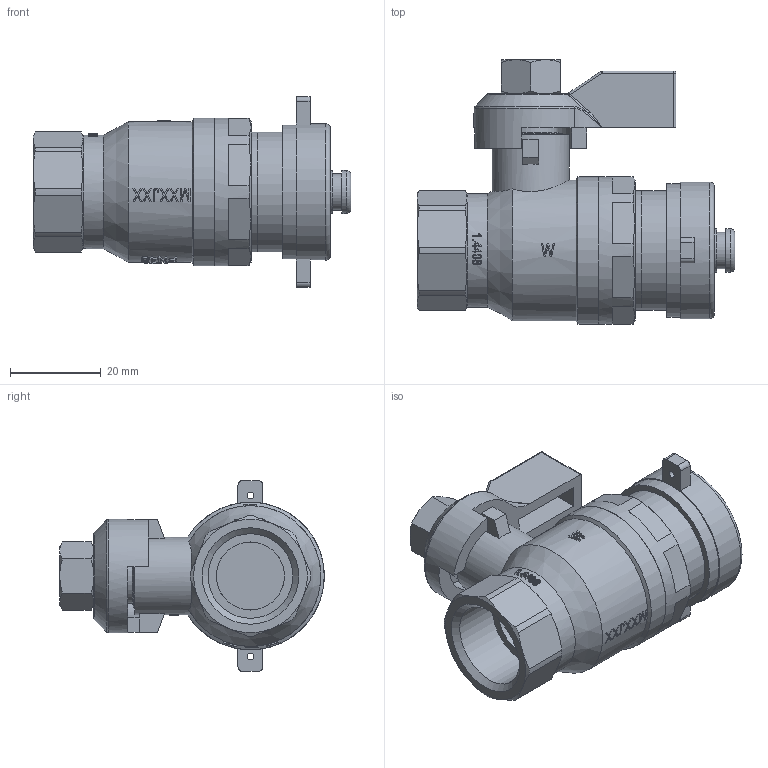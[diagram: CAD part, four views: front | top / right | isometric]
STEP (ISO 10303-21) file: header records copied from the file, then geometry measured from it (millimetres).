
FILE_DESCRIPTION(/* description */ ('Unknown','CAx-IF Rec.Pracs.---Representation and Presentation of Product Manufacturing Information (PMI)---4.0---2014-10-13','CAx-IF Rec.Pracs.---3D Tessellated Geometry---0.4---2014-09-14','2;1'),/* implementation_level */ '2;1');
FILE_NAME(/* name */ '1543-45',/* time_stamp */ '2024-01-19T09:50:36+01:00',/* author */ ('Unknown'),/* organization */ ('Unknown'),/* preprocessor_version */ 'ST-DEVELOPER v18.102',/* originating_system */ 'Solid Edge',/* authorisation */ 'Unknown');
FILE_SCHEMA (('AP242_MANAGED_MODEL_BASED_3D_ENGINEERING_MIM_LF { 1 0 10303 442 1 1 4 }'));
Length unit declared in the file: millimetre
Products named in the file (13): 1543-45; 91000606-2345E_Einflügelgriff 1_4 - 3_4; 8.9376IA.015020-IG1_2-AG3_4_oa_0; 8.9376IA.015020-Einschraubteil-3_4; Dichtung_Eischraubteil-Kvrper__1_2; Kvrper__1_2; Stopfbuchse__1_2_-_3_4; Spindeldichtung__1_2_-_3_4; Spindel-Zusammanbau__1_2_oa_1; Spindel__1_2; VT13017704; 600-1_2-Mutter.2; PTR-16245-12
Assembly tree (12 placements, depth 4):
  1543-45
    91000606-2345E_Einflügelgriff 1_4 - 3_4
    8.9376IA.015020-IG1_2-AG3_4_oa_0
      8.9376IA.015020-Einschraubteil-3_4
      Dichtung_Eischraubteil-Kvrper__1_2
      Kvrper__1_2
      Stopfbuchse__1_2_-_3_4
      Spindeldichtung__1_2_-_3_4
      Spindel-Zusammanbau__1_2_oa_1
        Spindel__1_2
    VT13017704
    600-1_2-Mutter.2
    PTR-16245-12
Bounding box: 70 x 58.25 x 42 mm (x, y, z)
Volume: 34091.3 mm3; surface area: 25639.6 mm2
Topology: 10 solids, 10 shells, 927 faces, 2498 edges, 1642 vertices
Faces by surface type: plane 726, cylinder 109, cone 65, bspline 18, sphere 5, torus 4
Full cylindrical faces by diameter (mm): 1.5 x2, 6.75 x1, 8 x1, 9 x3, 9.3 x1, 9.5 x2, 11 x1, 11.835 x1, 12 x2, 12.4 x1, 14 x1, 15 x2, 17 x1, 18 x1, 18.5 x1, 18.631 x1, 21 x2, 24 x1, 24.117 x3, 24.376 x1, 25 x1, 26 x2, 26.441 x2, 27 x1, 29 x1, 29.2 x1, 29.5 x1, 30 x1, 31 x1, 32.5 x2
Entity records: 36256 total; most frequent: CARTESIAN_POINT 7160, DIRECTION 5246, ORIENTED_EDGE 4788, EDGE_CURVE 2394, AXIS2_PLACEMENT_3D 2075, VERTEX_POINT 1609, LINE 1096, VECTOR 1096
